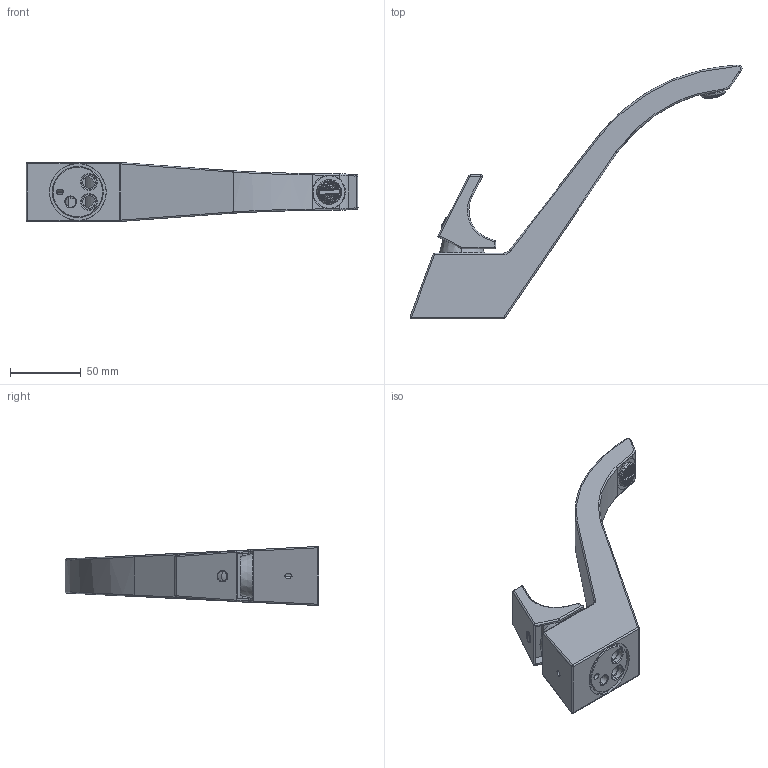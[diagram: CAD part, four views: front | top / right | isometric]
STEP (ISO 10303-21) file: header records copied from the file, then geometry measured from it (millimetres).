
FILE_DESCRIPTION (( 'STEP AP214' ), '1' );
FILE_NAME ('lavabo tosca.STEP', '2023-10-12T12:32:00', ( '' ), ( '' ), 'SwSTEP 2.0', 'SolidWorks 2018', '' );
FILE_SCHEMA (( 'AUTOMOTIVE_DESIGN' ));
Length unit declared in the file: millimetre
Products named in the file (1): lavabo tosca
Bounding box: 234.41 x 179.2 x 41.69 mm (x, y, z)
Surface area: 46729.7 mm2 (no closed solid volume)
Topology: 0 solids, 5 shells, 407 faces, 1381 edges, 961 vertices
Faces by surface type: plane 294, cylinder 60, bspline 27, cone 14, sphere 6, torus 6
Entity records: 20766 total; most frequent: CARTESIAN_POINT 5680, ORIENTED_EDGE 2142, DIRECTION 1769, EDGE_CURVE 1369, VERTEX_POINT 959, LINE 763, VECTOR 763, AXIS2_PLACEMENT_3D 503
